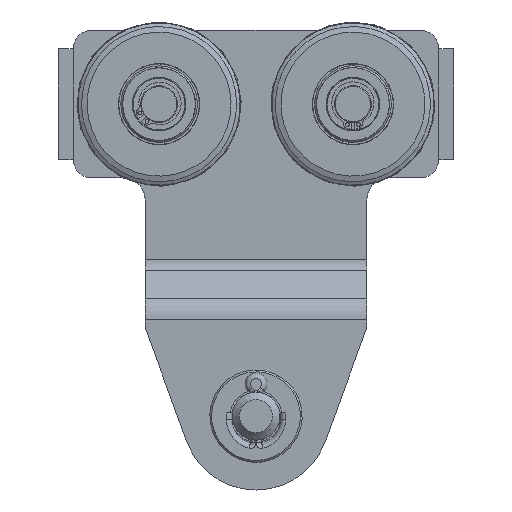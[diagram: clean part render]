
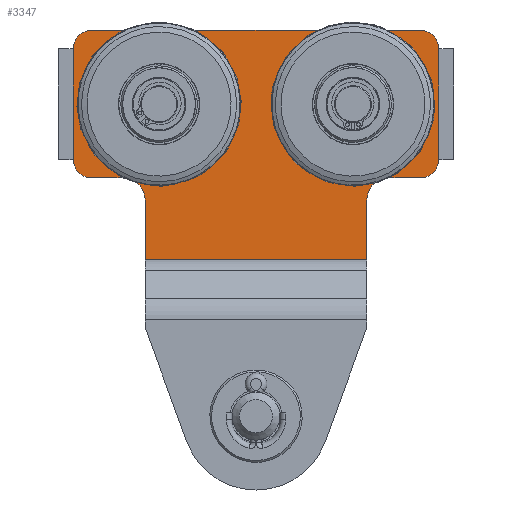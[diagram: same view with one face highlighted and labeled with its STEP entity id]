
A CAD part, front view. The second image highlights one B-rep face of the part: STEP entity #3347.
In plain terms, the highlighted face is planar.
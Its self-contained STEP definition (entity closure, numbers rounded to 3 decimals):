
#3347=ADVANCED_FACE('',(#5654,#5655,#5656),#5657,.T.);
#5654=FACE_OUTER_BOUND('',#8104,.T.);
#5655=FACE_BOUND('',#8105,.T.);
#5656=FACE_BOUND('',#8106,.T.);
#5657=PLANE('',#8107);
#8104=EDGE_LOOP('',(#11547,#11548,#11549,#11550,#11551,#11552,#11553,#11554,#11555,#11556,#11557,#11558,#11559,#11560));
#8105=EDGE_LOOP('',(#11561));
#8106=EDGE_LOOP('',(#11562));
#8107=AXIS2_PLACEMENT_3D('',#11563,#11564,#11565);
#11547=ORIENTED_EDGE('',*,*,#12009,.F.);
#11548=ORIENTED_EDGE('',*,*,#13171,.T.);
#11549=ORIENTED_EDGE('',*,*,#13055,.T.);
#11550=ORIENTED_EDGE('',*,*,#12594,.T.);
#11551=ORIENTED_EDGE('',*,*,#11988,.T.);
#11552=ORIENTED_EDGE('',*,*,#12479,.T.);
#11553=ORIENTED_EDGE('',*,*,#12393,.T.);
#11554=ORIENTED_EDGE('',*,*,#12832,.T.);
#11555=ORIENTED_EDGE('',*,*,#12359,.T.);
#11556=ORIENTED_EDGE('',*,*,#13183,.T.);
#11557=ORIENTED_EDGE('',*,*,#13141,.T.);
#11558=ORIENTED_EDGE('',*,*,#12261,.T.);
#11559=ORIENTED_EDGE('',*,*,#12114,.T.);
#11560=ORIENTED_EDGE('',*,*,#12442,.T.);
#11561=ORIENTED_EDGE('',*,*,#12777,.F.);
#11562=ORIENTED_EDGE('',*,*,#11998,.F.);
#11563=CARTESIAN_POINT('',(-800.232,2373.284,7186.094));
#11564=DIRECTION('',(0.,0.,-1.));
#11565=DIRECTION('',(0.,-1.,0.));
#11988=EDGE_CURVE('',#13284,#13282,#13285,.T.);
#11998=EDGE_CURVE('',#13300,#13300,#13301,.T.);
#12009=EDGE_CURVE('',#13318,#13319,#13320,.T.);
#12114=EDGE_CURVE('',#13499,#13497,#13500,.T.);
#12261=EDGE_CURVE('',#13739,#13499,#13740,.T.);
#12359=EDGE_CURVE('',#13900,#13898,#13901,.T.);
#12393=EDGE_CURVE('',#13956,#13954,#13957,.T.);
#12442=EDGE_CURVE('',#13497,#13319,#14032,.T.);
#12479=EDGE_CURVE('',#13282,#13956,#14090,.T.);
#12594=EDGE_CURVE('',#14272,#13284,#14273,.T.);
#12777=EDGE_CURVE('',#14543,#14543,#14544,.T.);
#12832=EDGE_CURVE('',#13954,#13900,#14618,.T.);
#13055=EDGE_CURVE('',#14919,#14272,#14920,.T.);
#13141=EDGE_CURVE('',#15027,#13739,#15028,.T.);
#13171=EDGE_CURVE('',#13318,#14919,#15060,.T.);
#13183=EDGE_CURVE('',#13898,#15027,#15073,.T.);
#13282=VERTEX_POINT('',#15178);
#13284=VERTEX_POINT('',#15181);
#13285=CIRCLE('',#15182,10.);
#13300=VERTEX_POINT('',#15198);
#13301=CIRCLE('',#15199,10.1);
#13318=VERTEX_POINT('',#15216);
#13319=VERTEX_POINT('',#15217);
#13320=LINE('',#15218,#15219);
#13497=VERTEX_POINT('',#15429);
#13499=VERTEX_POINT('',#15432);
#13500=CIRCLE('',#15433,12.);
#13739=VERTEX_POINT('',#15773);
#13740=LINE('',#15774,#15775);
#13898=VERTEX_POINT('',#15961);
#13900=VERTEX_POINT('',#15964);
#13901=CIRCLE('',#15965,10.);
#13954=VERTEX_POINT('',#16026);
#13956=VERTEX_POINT('',#16029);
#13957=CIRCLE('',#16030,10.);
#14032=LINE('',#16181,#16182);
#14090=LINE('',#16249,#16250);
#14272=VERTEX_POINT('',#16519);
#14273=LINE('',#16520,#16521);
#14543=VERTEX_POINT('',#16891);
#14544=CIRCLE('',#16892,10.1);
#14618=LINE('',#16976,#16977);
#14919=VERTEX_POINT('',#17320);
#14920=CIRCLE('',#17321,12.);
#15027=VERTEX_POINT('',#17439);
#15028=CIRCLE('',#17440,10.);
#15060=LINE('',#17473,#17474);
#15073=LINE('',#17489,#17490);
#15178=CARTESIAN_POINT('',(-810.232,2313.284,7186.094));
#15181=CARTESIAN_POINT('',(-800.232,2303.284,7186.094));
#15182=AXIS2_PLACEMENT_3D('',#17595,#17596,#17597);
#15198=CARTESIAN_POINT('',(-773.832,2343.284,7186.094));
#15199=AXIS2_PLACEMENT_3D('',#17614,#17615,#17616);
#15216=CARTESIAN_POINT('',(-771.232,2258.916,7186.094));
#15217=CARTESIAN_POINT('',(-651.232,2258.916,7186.094));
#15218=CARTESIAN_POINT('',(-800.232,2258.916,7186.094));
#15219=VECTOR('',#17635,1.);
#15429=CARTESIAN_POINT('',(-651.232,2291.284,7186.094));
#15432=CARTESIAN_POINT('',(-639.232,2303.284,7186.094));
#15433=AXIS2_PLACEMENT_3D('',#17793,#17794,#17795);
#15773=CARTESIAN_POINT('',(-622.232,2303.284,7186.094));
#15774=CARTESIAN_POINT('',(-639.232,2303.284,7186.094));
#15775=VECTOR('',#18039,1.);
#15961=CARTESIAN_POINT('',(-612.232,2373.284,7186.094));
#15964=CARTESIAN_POINT('',(-622.232,2383.284,7186.094));
#15965=AXIS2_PLACEMENT_3D('',#18183,#18184,#18185);
#16026=CARTESIAN_POINT('',(-800.232,2383.284,7186.094));
#16029=CARTESIAN_POINT('',(-810.232,2373.284,7186.094));
#16030=AXIS2_PLACEMENT_3D('',#18237,#18238,#18239);
#16181=CARTESIAN_POINT('',(-651.232,2291.284,7186.094));
#16182=VECTOR('',#18316,1.);
#16249=CARTESIAN_POINT('',(-810.232,2373.284,7186.094));
#16250=VECTOR('',#18377,1.);
#16519=CARTESIAN_POINT('',(-783.232,2303.284,7186.094));
#16520=CARTESIAN_POINT('',(-783.232,2303.284,7186.094));
#16521=VECTOR('',#18560,1.);
#16891=CARTESIAN_POINT('',(-648.632,2343.284,7186.094));
#16892=AXIS2_PLACEMENT_3D('',#18828,#18829,#18830);
#16976=CARTESIAN_POINT('',(-622.232,2383.284,7186.094));
#16977=VECTOR('',#18898,1.);
#17320=CARTESIAN_POINT('',(-771.232,2291.284,7186.094));
#17321=AXIS2_PLACEMENT_3D('',#19169,#19170,#19171);
#17439=CARTESIAN_POINT('',(-612.232,2313.284,7186.094));
#17440=AXIS2_PLACEMENT_3D('',#19261,#19262,#19263);
#17473=CARTESIAN_POINT('',(-771.232,2291.284,7186.094));
#17474=VECTOR('',#19280,1.);
#17489=CARTESIAN_POINT('',(-612.232,2373.284,7186.094));
#17490=VECTOR('',#19286,1.);
#17595=CARTESIAN_POINT('',(-800.232,2313.284,7186.094));
#17596=DIRECTION('',(0.,0.,-1.));
#17597=DIRECTION('',(1.,0.,0.));
#17614=CARTESIAN_POINT('',(-763.732,2343.284,7186.094));
#17615=DIRECTION('',(0.,0.,-1.));
#17616=DIRECTION('',(-1.,0.,0.));
#17635=DIRECTION('',(1.,0.,0.));
#17793=CARTESIAN_POINT('',(-639.232,2291.284,7186.094));
#17794=DIRECTION('',(0.,0.,1.));
#17795=DIRECTION('',(1.,0.,0.));
#18039=DIRECTION('',(-1.,0.,0.));
#18183=CARTESIAN_POINT('',(-622.232,2373.284,7186.094));
#18184=DIRECTION('',(0.,0.,-1.));
#18185=DIRECTION('',(1.,0.,0.));
#18237=CARTESIAN_POINT('',(-800.232,2373.284,7186.094));
#18238=DIRECTION('',(0.,0.,-1.));
#18239=DIRECTION('',(-1.,0.,0.));
#18316=DIRECTION('',(0.,-1.,0.));
#18377=DIRECTION('',(0.,1.,0.));
#18560=DIRECTION('',(-1.,0.,0.));
#18828=CARTESIAN_POINT('',(-658.732,2343.284,7186.094));
#18829=DIRECTION('',(0.,0.,-1.));
#18830=DIRECTION('',(1.,0.,0.));
#18898=DIRECTION('',(1.,0.,0.));
#19169=CARTESIAN_POINT('',(-783.232,2291.284,7186.094));
#19170=DIRECTION('',(0.,0.,1.));
#19171=DIRECTION('',(-1.,0.,0.));
#19261=CARTESIAN_POINT('',(-622.232,2313.284,7186.094));
#19262=DIRECTION('',(0.,0.,-1.));
#19263=DIRECTION('',(-1.,0.,0.));
#19280=DIRECTION('',(0.,1.,0.));
#19286=DIRECTION('',(0.,-1.,0.));
